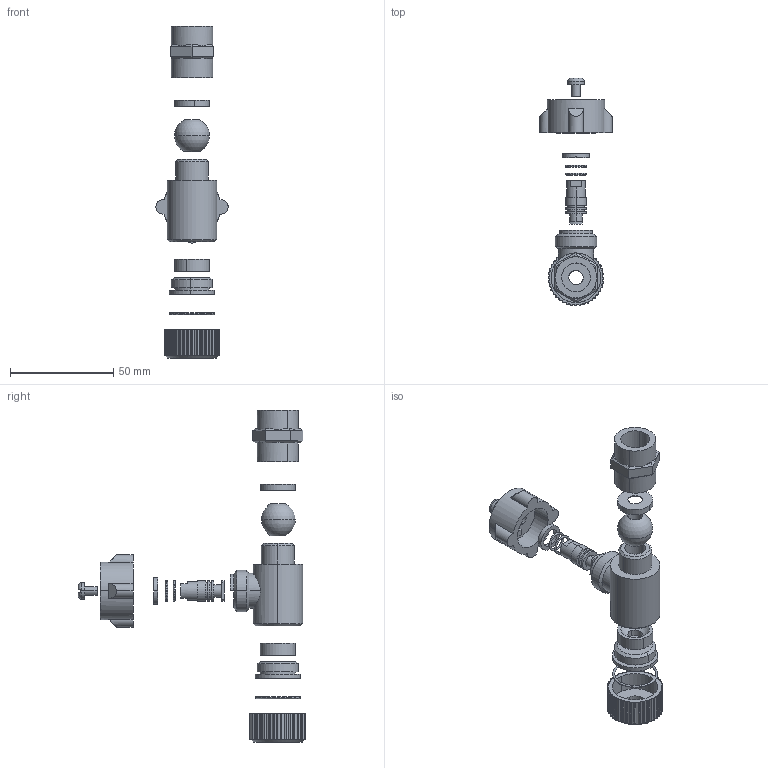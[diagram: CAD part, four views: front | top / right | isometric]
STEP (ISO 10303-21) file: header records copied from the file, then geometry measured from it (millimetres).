
FILE_DESCRIPTION (( 'STEP AP214' ), '1' );
FILE_NAME ('EnsambleValvulaDeBola.STEP', '2020-08-07T20:00:34', ( '' ), ( '' ), 'SwSTEP 2.0', 'SolidWorks 2020', '' );
FILE_SCHEMA (( 'AUTOMOTIVE_DESIGN' ));
Length unit declared in the file: millimetre
Products named in the file (14): 10_AsientoDeBola_Predeterminado; EnsambleValvulaDeBola; 5_Mango_Predeterminado; 1_Cuerpo_Predeterminado; 11_Manguito; pan slot head_am_B18.6.7M - M4 x 0.7 x 6 Slotted PHMS --6N; 4_Tuerca; 2_Husillo; 7_Racor_Predeterminado; 9_Bola; 8_AsientoDeBola_Predeterminado; 13_Cierre_Predeterminado; 3_JuntaTorica_Predeterminado; 12_JuntaTorica
Assembly tree (14 placements, depth 2):
  EnsambleValvulaDeBola
    9_Bola
    2_Husillo
    8_AsientoDeBola_Predeterminado
    10_AsientoDeBola_Predeterminado
    11_Manguito
    1_Cuerpo_Predeterminado
    3_JuntaTorica_Predeterminado  x2
    4_Tuerca
    7_Racor_Predeterminado
    12_JuntaTorica
    13_Cierre_Predeterminado
    5_Mango_Predeterminado
    pan slot head_am_B18.6.7M - M4 x 0.7 x 6 Slotted PHMS --6N
Bounding box: 35 x 110.25 x 161 mm (x, y, z)
Volume: 32996.4 mm3; surface area: 22219.4 mm2
Topology: 14 solids, 14 shells, 452 faces, 1103 edges, 685 vertices
Faces by surface type: cylinder 278, plane 138, cone 18, torus 14, sphere 4
Entity records: 14349 total; most frequent: DIRECTION 2643, CARTESIAN_POINT 2499, ORIENTED_EDGE 2170, AXIS2_PLACEMENT_3D 1122, EDGE_CURVE 1085, VERTEX_POINT 681, CIRCLE 657, EDGE_LOOP 490
